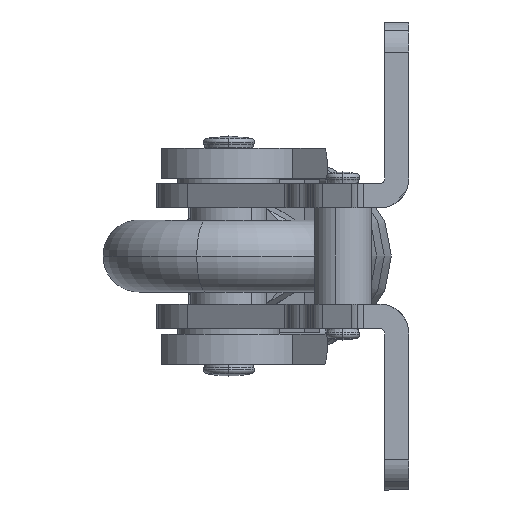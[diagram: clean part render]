
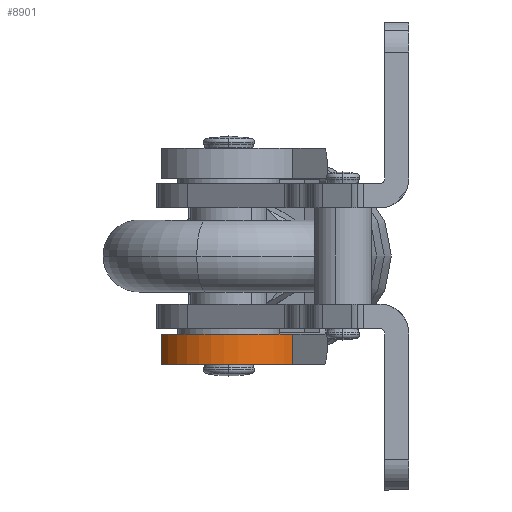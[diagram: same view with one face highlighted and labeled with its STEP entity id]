
A CAD part, left-side view. The second image highlights one B-rep face of the part: STEP entity #8901.
In plain terms, the highlighted cylindrical face has radius 12.7 mm (diameter 25.4 mm), a partial arc.
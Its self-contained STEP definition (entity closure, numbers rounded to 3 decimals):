
#7129=CARTESIAN_POINT('',(-35.715,15.797,15.273));
#7130=VERTEX_POINT('',#7129);
#7137=CARTESIAN_POINT('',(-36.974,-6.167,15.273));
#7138=VERTEX_POINT('',#7137);
#7139=CARTESIAN_POINT('',(-30.008,4.452,15.273));
#7140=DIRECTION('',(0.,0.,-1.));
#7141=DIRECTION('',(-0.449,0.893,0.));
#7142=AXIS2_PLACEMENT_3D('',#7139,#7140,#7141);
#7143=CIRCLE('',#7142,12.7);
#7144=EDGE_CURVE('',#7138,#7130,#7143,.T.);
#8629=CARTESIAN_POINT('',(-36.974,-6.167,10.273));
#8630=VERTEX_POINT('',#8629);
#8631=CARTESIAN_POINT('',(-36.974,-6.167,10.273));
#8632=DIRECTION('',(0.0,0.0,1.0));
#8633=VECTOR('',#8632,5.0);
#8634=LINE('',#8631,#8633);
#8635=EDGE_CURVE('',#8630,#7138,#8634,.T.);
#8836=CARTESIAN_POINT('',(-35.715,15.797,10.273));
#8837=VERTEX_POINT('',#8836);
#8838=CARTESIAN_POINT('',(-30.008,4.452,10.273));
#8839=DIRECTION('',(0.,0.,1.));
#8840=DIRECTION('',(-0.449,0.893,0.));
#8841=AXIS2_PLACEMENT_3D('',#8838,#8839,#8840);
#8842=CIRCLE('',#8841,12.7);
#8843=EDGE_CURVE('',#8837,#8630,#8842,.T.);
#8885=CARTESIAN_POINT('',(-30.008,4.452,10.273));
#8886=DIRECTION('',(0.,0.,1.0));
#8887=DIRECTION('',(-0.449,0.893,0.));
#8888=AXIS2_PLACEMENT_3D('',#8885,#8886,#8887);
#8889=CYLINDRICAL_SURFACE('',#8888,12.7);
#8890=ORIENTED_EDGE('',*,*,#7144,.T.);
#8891=CARTESIAN_POINT('',(-35.715,15.797,10.273));
#8892=DIRECTION('',(0.0,0.0,1.0));
#8893=VECTOR('',#8892,5.0);
#8894=LINE('',#8891,#8893);
#8895=EDGE_CURVE('',#8837,#7130,#8894,.T.);
#8896=ORIENTED_EDGE('',*,*,#8895,.F.);
#8897=ORIENTED_EDGE('',*,*,#8843,.T.);
#8898=ORIENTED_EDGE('',*,*,#8635,.T.);
#8899=EDGE_LOOP('',(#8890,#8896,#8897,#8898));
#8900=FACE_OUTER_BOUND('',#8899,.T.);
#8901=ADVANCED_FACE('',(#8900),#8889,.T.);
